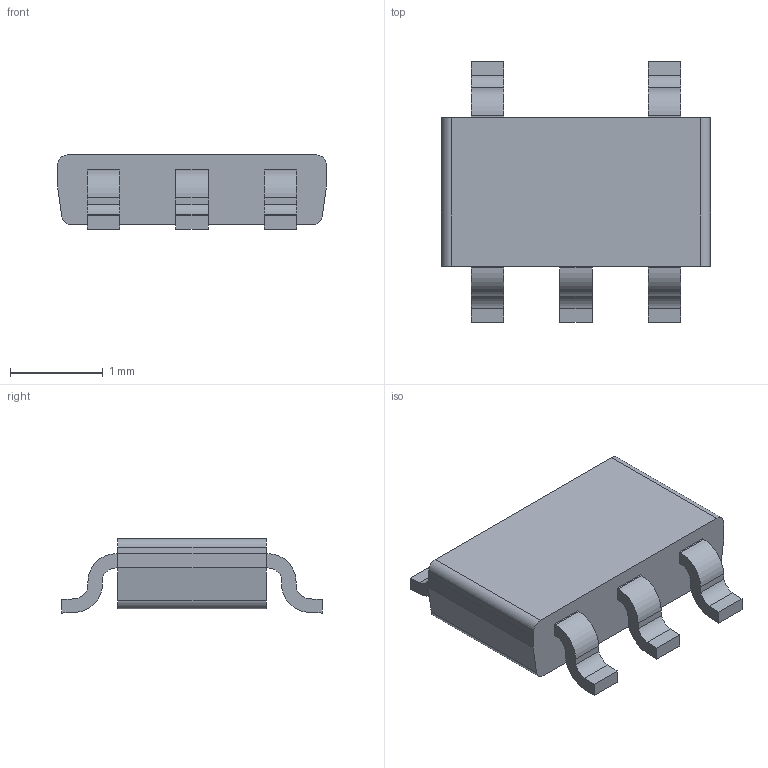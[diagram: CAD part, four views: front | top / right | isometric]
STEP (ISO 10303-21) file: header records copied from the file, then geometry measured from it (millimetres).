
FILE_DESCRIPTION(/* description */ ('STEP AP214'),/* implementation_level */ '2;1');
FILE_NAME(/* name */ 'VF25_3D.stp',/* time_stamp */ '2023-01-05T11:21:15+08:00',/* author */ ('jasonxz'),/* organization */ ('ANSOFT Corporation'),/* preprocessor_version */ 'ST-DEVELOPER v16.5',/* originating_system */ 'Autodesk Inventor 2017',/* authorisation */ ' ');
FILE_SCHEMA (('AUTOMOTIVE_DESIGN { 1 0 10303 214 3 1 1 }'));
Length unit declared in the file: millimetre
Products named in the file (7): VF25_3D; EMC; pin4; pin5; pin1; pin3; pin2
Assembly tree (6 placements, depth 2):
  VF25_3D
    EMC
    pin4
    pin5
    pin1
    pin3
    pin2
Bounding box: 2.9 x 2.8 x 0.8 mm (x, y, z)
Volume: 3.7 mm3; surface area: 20.5 mm2
Topology: 6 solids, 6 shells, 84 faces, 216 edges, 144 vertices
Faces by surface type: plane 60, cylinder 24
Entity records: 2745 total; most frequent: DIRECTION 458, CARTESIAN_POINT 457, ORIENTED_EDGE 432, EDGE_CURVE 216, LINE 168, VECTOR 168, AXIS2_PLACEMENT_3D 145, VERTEX_POINT 144
